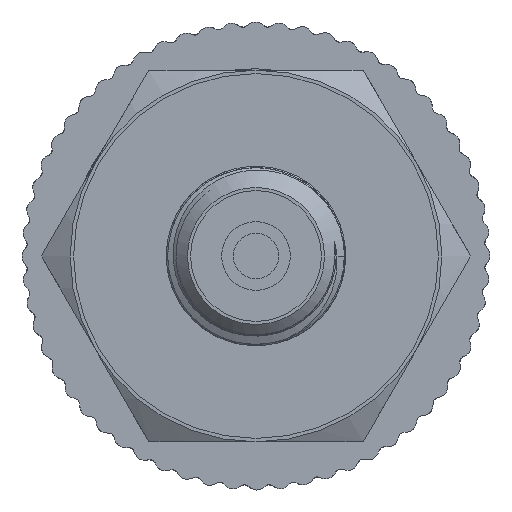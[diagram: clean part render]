
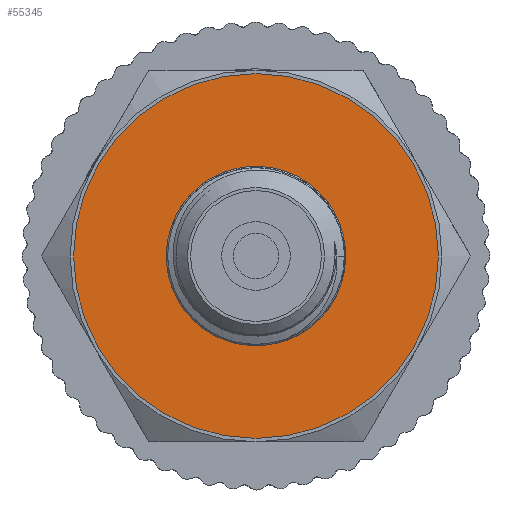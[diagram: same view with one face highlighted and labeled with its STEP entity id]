
A CAD part, left-side view. The second image highlights one B-rep face of the part: STEP entity #55345.
In plain terms, the highlighted planar face has unit normal (-1, 0, 0).
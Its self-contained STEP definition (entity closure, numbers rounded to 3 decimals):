
#5065=PLANE('',#58731);
#7212=FACE_BOUND('',#11754,.T.);
#8234=FACE_OUTER_BOUND('',#11753,.T.);
#11753=EDGE_LOOP('',(#38439));
#11754=EDGE_LOOP('',(#38440));
#15374=CIRCLE('',#58703,13.25);
#15376=CIRCLE('',#58707,6.5);
#22651=VERTEX_POINT('',#93348);
#22654=VERTEX_POINT('',#93745);
#28710=EDGE_CURVE('',#22651,#22651,#15374,.T.);
#28716=EDGE_CURVE('',#22654,#22654,#15376,.T.);
#38439=ORIENTED_EDGE('',*,*,#28710,.T.);
#38440=ORIENTED_EDGE('',*,*,#28716,.T.);
#55345=ADVANCED_FACE('',(#8234,#7212),#5065,.T.);
#58703=AXIS2_PLACEMENT_3D('',#93349,#66779,#66780);
#58707=AXIS2_PLACEMENT_3D('',#93746,#66788,#66789);
#58731=AXIS2_PLACEMENT_3D('',#95413,#66842,#66843);
#66779=DIRECTION('center_axis',(-1.,0.,0.));
#66780=DIRECTION('ref_axis',(0.,1.,0.));
#66788=DIRECTION('center_axis',(1.,0.,0.));
#66789=DIRECTION('ref_axis',(0.,0.,-1.));
#66842=DIRECTION('center_axis',(-1.,0.,0.));
#66843=DIRECTION('ref_axis',(0.,0.,1.));
#93348=CARTESIAN_POINT('',(-47.,-13.25,0.));
#93349=CARTESIAN_POINT('Origin',(-47.,0.,0.));
#93745=CARTESIAN_POINT('',(-47.,0.,6.5));
#93746=CARTESIAN_POINT('Origin',(-47.,0.,0.));
#95413=CARTESIAN_POINT('Origin',(-47.,13.5,0.));
